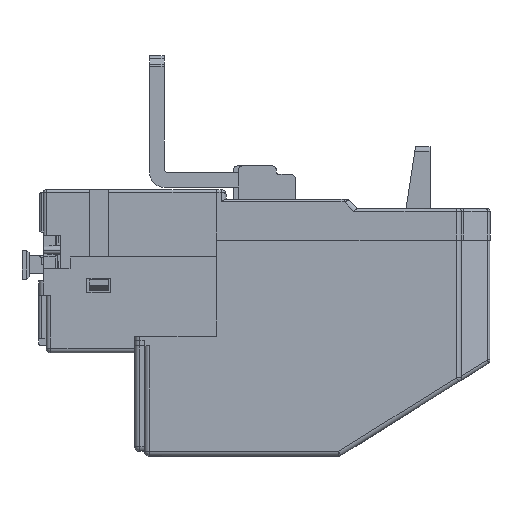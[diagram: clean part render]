
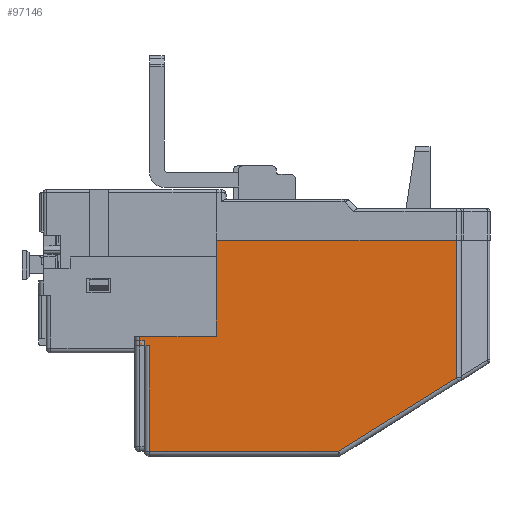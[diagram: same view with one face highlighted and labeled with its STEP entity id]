
A CAD part, left-side view. The second image highlights one B-rep face of the part: STEP entity #97146.
In plain terms, the highlighted planar face has unit normal (-1, 0, 0).
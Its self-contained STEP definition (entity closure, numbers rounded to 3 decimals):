
#88018=DIRECTION('',(0.,1.,0.));
#88019=VECTOR('',#88018,2.);
#88020=CARTESIAN_POINT('',(-28.,14.,23.));
#88021=LINE('',#88020,#88019);
#88156=DIRECTION('',(0.,-0.848,0.53));
#88157=VECTOR('',#88156,28.933);
#88158=CARTESIAN_POINT('',(-28.,-25.463,1.));
#88159=LINE('',#88158,#88157);
#88160=DIRECTION('',(0.,0.,-1.));
#88161=VECTOR('',#88160,20.);
#88162=CARTESIAN_POINT('',(-28.,0.,45.));
#88163=LINE('',#88162,#88161);
#88196=DIRECTION('',(0.,0.,-1.));
#88197=VECTOR('',#88196,28.668);
#88198=CARTESIAN_POINT('',(-28.,-50.,45.));
#88199=LINE('',#88198,#88197);
#88332=DIRECTION('',(0.,-1.,0.));
#88333=VECTOR('',#88332,50.);
#88334=CARTESIAN_POINT('',(-28.,0.,45.));
#88335=LINE('',#88334,#88333);
#88529=DIRECTION('',(0.,1.,0.));
#88530=VECTOR('',#88529,39.463);
#88531=CARTESIAN_POINT('',(-28.,-25.463,1.));
#88532=LINE('',#88531,#88530);
#88914=DIRECTION('',(0.,-1.,0.));
#88915=VECTOR('',#88914,16.);
#88916=CARTESIAN_POINT('',(-28.,16.,25.));
#88917=LINE('',#88916,#88915);
#91836=DIRECTION('',(0.,0.,1.));
#91837=VECTOR('',#91836,2.);
#91838=CARTESIAN_POINT('',(-28.,16.,23.));
#91839=LINE('',#91838,#91837);
#94611=DIRECTION('',(0.,0.,1.));
#94612=VECTOR('',#94611,22.);
#94613=CARTESIAN_POINT('',(-28.,14.,1.));
#94614=LINE('',#94613,#94612);
#94931=CARTESIAN_POINT('',(-28.,-25.463,1.));
#94932=CARTESIAN_POINT('',(-28.,-50.,16.332));
#94933=VERTEX_POINT('',#94931);
#94934=VERTEX_POINT('',#94932);
#95769=CARTESIAN_POINT('',(-28.,14.,1.));
#95771=VERTEX_POINT('',#95769);
#95955=CARTESIAN_POINT('',(-28.,0.,45.));
#95957=VERTEX_POINT('',#95955);
#96282=CARTESIAN_POINT('',(-28.,0.,25.));
#96283=VERTEX_POINT('',#96282);
#96583=CARTESIAN_POINT('',(-28.,16.,23.));
#96584=CARTESIAN_POINT('',(-28.,16.,25.));
#96585=VERTEX_POINT('',#96583);
#96586=VERTEX_POINT('',#96584);
#96590=CARTESIAN_POINT('',(-28.,14.,23.));
#96592=VERTEX_POINT('',#96590);
#96692=CARTESIAN_POINT('',(-28.,-50.,45.));
#96693=VERTEX_POINT('',#96692);
#97122=CARTESIAN_POINT('',(-28.,-57.,45.));
#97123=DIRECTION('',(-1.,0.,0.));
#97124=DIRECTION('',(0.,0.,1.));
#97125=AXIS2_PLACEMENT_3D('',#97122,#97123,#97124);
#97126=PLANE('',#97125);
#97128=ORIENTED_EDGE('',*,*,#97127,.F.);
#97130=ORIENTED_EDGE('',*,*,#97129,.T.);
#97132=ORIENTED_EDGE('',*,*,#97131,.T.);
#97133=ORIENTED_EDGE('',*,*,#97021,.T.);
#97135=ORIENTED_EDGE('',*,*,#97134,.T.);
#97137=ORIENTED_EDGE('',*,*,#97136,.T.);
#97139=ORIENTED_EDGE('',*,*,#97138,.F.);
#97141=ORIENTED_EDGE('',*,*,#97140,.T.);
#97143=ORIENTED_EDGE('',*,*,#97142,.T.);
#97144=EDGE_LOOP('',(#97128,#97130,#97132,#97133,#97135,#97137,#97139,#97141,
#97143));
#97145=FACE_OUTER_BOUND('',#97144,.F.);
#97021=EDGE_CURVE('',#96592,#96585,#88021,.T.);
#97127=EDGE_CURVE('',#94933,#94934,#88159,.T.);
#97129=EDGE_CURVE('',#94933,#95771,#88532,.T.);
#97131=EDGE_CURVE('',#95771,#96592,#94614,.T.);
#97134=EDGE_CURVE('',#96585,#96586,#91839,.T.);
#97136=EDGE_CURVE('',#96586,#96283,#88917,.T.);
#97138=EDGE_CURVE('',#95957,#96283,#88163,.T.);
#97140=EDGE_CURVE('',#95957,#96693,#88335,.T.);
#97142=EDGE_CURVE('',#96693,#94934,#88199,.T.);
#97146=ADVANCED_FACE('',(#97145),#97126,.T.);
